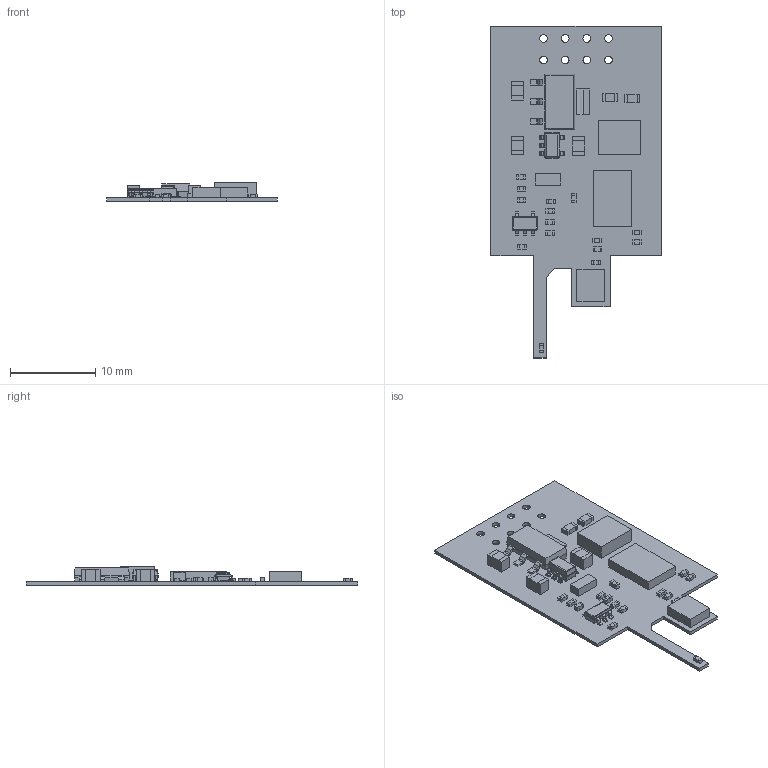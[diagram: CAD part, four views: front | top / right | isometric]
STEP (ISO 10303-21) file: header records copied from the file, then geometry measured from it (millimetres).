
FILE_DESCRIPTION(('Open CASCADE Model'),'2;1');
FILE_NAME('Open CASCADE Shape Model','2020-04-05T00:28:27',('Author'),( 'Open CASCADE'),'Open CASCADE STEP processor 6.8','Open CASCADE 6.8' ,'Unknown');
FILE_SCHEMA(('AUTOMOTIVE_DESIGN { 1 0 10303 214 1 1 1 1 }'));
Length unit declared in the file: millimetre
Products named in the file (70): PCB; Board; Open CASCADE STEP translator 6.8 2.1.1; U5; 6897724496; Body; Open_CASCADE_STEP_translator_6.8_1.1.1; Leader; C7; 9407302688; Extruded; 9407315568; U6; SOT-223; C6; C5; U4; 6739679392; R13; 6256205936; 6256205696; R12; R11; 8548482592; 8548468032; R10; R9; R8; R7; 6256203136; 6256202656; R6; Q1; 8355936864; C4; 6256201136; 6256207936; C3; 6256202256; U3 ...
Assembly tree (125 placements, depth 5):
  PCB
    Board
      Open CASCADE STEP translator 6.8 2.1.1
    U5
      6897724496
        Body
          Open_CASCADE_STEP_translator_6.8_1.1.1
        Leader  x5
    C7
      9407302688  x2
        Extruded
      9407315568
        Extruded
    U6
      SOT-223
    C6
      9407302688  x2
        Extruded
      9407315568
        Extruded
    C5
      9407302688  x2
        Extruded
      9407315568
        Extruded
    U4
      6739679392
        Extruded
    R13
      6256205936  x2
        Extruded
      6256205696
        Extruded
    R12
      6256205936  x2
        Extruded
      6256205696
        Extruded
    R11
      8548482592  x2
        Extruded
      8548468032
        Extruded
    R10
      6256205936  x2
        Extruded
      6256205696
        Extruded
    R9
      6256205936  x2
        Extruded
      6256205696
        Extruded
    R8
      8548482592  x2
        Extruded
      8548468032
        Extruded
    R7
      6256203136
Bounding box: 20 x 39 x 2.16 mm (x, y, z)
Volume: 396 mm3; surface area: 1740.8 mm2
Topology: 78 solids, 78 shells, 755 faces, 1625 edges, 1018 vertices
Faces by surface type: plane 619, cylinder 112, sphere 16, bspline 8
Full cylindrical faces by diameter (mm): 0.9 x8
Entity records: 11480 total; most frequent: CARTESIAN_POINT 2476, DIRECTION 1659, ORIENTED_EDGE 1442, EDGE_CURVE 721, AXIS2_PLACEMENT_3D 553, LINE 553, VECTOR 553, VERTEX_POINT 442
